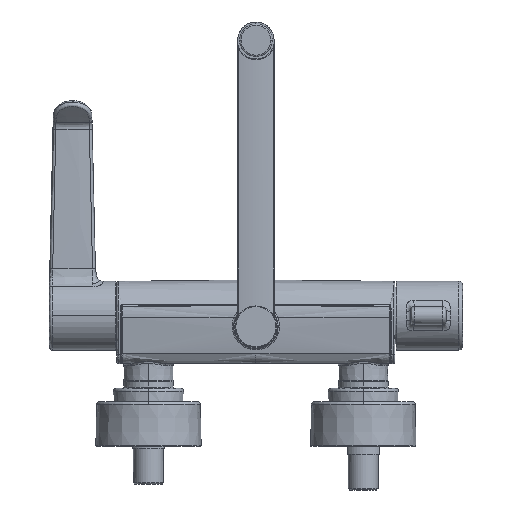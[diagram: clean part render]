
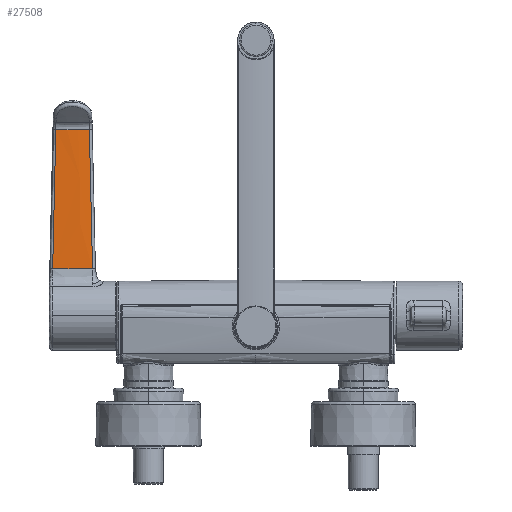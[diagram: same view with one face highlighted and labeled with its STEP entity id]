
A CAD part, front view. The second image highlights one B-rep face of the part: STEP entity #27508.
In plain terms, the highlighted free-form (B-spline) face has degree [3, 3] with [6, 6] control points.
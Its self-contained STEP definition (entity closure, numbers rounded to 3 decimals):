
#697 = CARTESIAN_POINT ( 'NONE',  ( 624.007, 924.958, 1646.866 ) ) ;
#1245 = CARTESIAN_POINT ( 'NONE',  ( 623.38, 923.811, 1614.439 ) ) ;
#1366 = CARTESIAN_POINT ( 'NONE',  ( 616.226, 925.212, 1668.5 ) ) ;
#1407 = CARTESIAN_POINT ( 'NONE',  ( 599.868, 925.976, 1679.297 ) ) ;
#3283 = EDGE_LOOP ( 'NONE', ( #8909, #27089, #15216, #27615 ) ) ;
#3551 = CARTESIAN_POINT ( 'NONE',  ( 623.64, 925.467, 1663.082 ) ) ;
#3769 = CARTESIAN_POINT ( 'NONE',  ( 600.527, 922.699, 1582.011 ) ) ;
#3974 = CARTESIAN_POINT ( 'NONE',  ( 616.881, 922.351, 1582.022 ) ) ;
#4091 = CARTESIAN_POINT ( 'NONE',  ( 606.504, 923.424, 1614.451 ) ) ;
#4129 = CARTESIAN_POINT ( 'NONE',  ( 598.399, 923.94, 1614.435 ) ) ;
#4205 = CARTESIAN_POINT ( 'NONE',  ( 600.715, 925.539, 1668.49 ) ) ;
#4248 = VERTEX_POINT ( 'NONE', #7978 ) ;
#4352 = EDGE_CURVE ( 'NONE', #13955, #35468, #36464, .T. ) ;
#6412 = CARTESIAN_POINT ( 'NONE',  ( 623.456, 925.721, 1671.189 ) ) ;
#6752 = CARTESIAN_POINT ( 'NONE',  ( 597.667, 922.924, 1582.004 ) ) ;
#6825 = CARTESIAN_POINT ( 'NONE',  ( 599.189, 922.775, 1582.009 ) ) ;
#6949 = CARTESIAN_POINT ( 'NONE',  ( 596.398, 924.102, 1614.43 ) ) ;
#6991 = CARTESIAN_POINT ( 'NONE',  ( 599.133, 924.958, 1646.866 ) ) ;
#7076 = CARTESIAN_POINT ( 'NONE',  ( 625.273, 926.12, 1679.292 ) ) ;
#7978 = CARTESIAN_POINT ( 'NONE',  ( 623.272, 925.976, 1679.297 ) ) ;
#8909 = ORIENTED_EDGE ( 'NONE', *, *, #28771, .T. ) ;
#9258 = CARTESIAN_POINT ( 'NONE',  ( 623.364, 925.849, 1675.243 ) ) ;
#9479 = CARTESIAN_POINT ( 'NONE',  ( 616.211, 922.351, 1582.022 ) ) ;
#9681 = CARTESIAN_POINT ( 'NONE',  ( 627.231, 923.429, 1592.809 ) ) ;
#9805 = CARTESIAN_POINT ( 'NONE',  ( 622.808, 924.848, 1646.869 ) ) ;
#9849 = CARTESIAN_POINT ( 'NONE',  ( 599.501, 925.467, 1663.082 ) ) ;
#9921 = CARTESIAN_POINT ( 'NONE',  ( 616.144, 925.569, 1679.31 ) ) ;
#11990 = CARTESIAN_POINT ( 'NONE',  ( 625.108, 923.432, 1598.22 ) ) ;
#12120 = CARTESIAN_POINT ( 'NONE',  ( 623.295, 925.944, 1678.283 ) ) ;
#12337 = CARTESIAN_POINT ( 'NONE',  ( 625.474, 922.924, 1582.004 ) ) ;
#12533 = CARTESIAN_POINT ( 'NONE',  ( 616.799, 922.708, 1592.832 ) ) ;
#12646 = CARTESIAN_POINT ( 'NONE',  ( 606.75, 924.496, 1646.88 ) ) ;
#12685 = CARTESIAN_POINT ( 'NONE',  ( 599.684, 925.721, 1671.189 ) ) ;
#12764 = CARTESIAN_POINT ( 'NONE',  ( 600.906, 925.884, 1679.3 ) ) ;
#12946 = B_SPLINE_CURVE_WITH_KNOTS ( 'NONE', 3,
 ( #31922, #11990, #34755, #17715, #697, #20602, #3551, #23455, #6412, #26316, #9258, #29183, #12120, #32046 ),
 .UNSPECIFIED., .F., .F.,
 ( 4, 2, 2, 2, 2, 2, 4 ),
 ( 0., 0.5, 0.75, 0.875, 0.938, 0.969, 1. ),
 .UNSPECIFIED. ) ;
#13495 = DIRECTION ( 'NONE',  ( 0., 0.031, 1. ) ) ;
#13955 = VERTEX_POINT ( 'NONE', #31514 ) ;
#15014 = CARTESIAN_POINT ( 'NONE',  ( 627.476, 923.093, 1581.999 ) ) ;
#15216 = ORIENTED_EDGE ( 'NONE', *, *, #15466, .F. ) ;
#15399 = CARTESIAN_POINT ( 'NONE',  ( 599.38, 923.12, 1592.819 ) ) ;
#15466 = EDGE_CURVE ( 'NONE', #13955, #16784, #21540, .T. ) ;
#15526 = CARTESIAN_POINT ( 'NONE',  ( 597.132, 925.111, 1646.861 ) ) ;
#15568 = CARTESIAN_POINT ( 'NONE',  ( 599.776, 925.849, 1675.243 ) ) ;
#16784 = VERTEX_POINT ( 'NONE', #29228 ) ;
#17715 = CARTESIAN_POINT ( 'NONE',  ( 624.191, 924.703, 1638.758 ) ) ;
#18217 = FACE_OUTER_BOUND ( 'NONE', #3283, .T. ) ;
#18275 = CARTESIAN_POINT ( 'NONE',  ( 626.743, 924.102, 1614.43 ) ) ;
#18397 = CARTESIAN_POINT ( 'NONE',  ( 622.426, 925.539, 1668.49 ) ) ;
#18438 = CARTESIAN_POINT ( 'NONE',  ( 599.845, 925.944, 1678.283 ) ) ;
#20204 = EDGE_CURVE ( 'NONE', #16784, #4248, #23869, .T. ) ;
#20602 = CARTESIAN_POINT ( 'NONE',  ( 623.732, 925.34, 1659.028 ) ) ;
#21155 = CARTESIAN_POINT ( 'NONE',  ( 616.636, 923.423, 1614.451 ) ) ;
#21280 = CARTESIAN_POINT ( 'NONE',  ( 606.914, 925.212, 1668.5 ) ) ;
#21540 = B_SPLINE_CURVE_WITH_KNOTS ( 'NONE', 3,
 ( #6752, #32379, #4129, #24054, #6991, #26915, #9849, #29785, #12685, #32624, #15568, #35459, #18438, #1407 ),
 .UNSPECIFIED., .F., .F.,
 ( 4, 2, 2, 2, 2, 2, 4 ),
 ( 0., 0.5, 0.75, 0.875, 0.938, 0.969, 1. ),
 .UNSPECIFIED. ) ;
#23455 = CARTESIAN_POINT ( 'NONE',  ( 623.502, 925.658, 1669.162 ) ) ;
#23681 = CARTESIAN_POINT ( 'NONE',  ( 597.667, 922.924, 1582.004 ) ) ;
#23869 = CIRCLE ( 'NONE', #25698, 176.997 ) ;
#23886 = CARTESIAN_POINT ( 'NONE',  ( 606.259, 922.351, 1582.022 ) ) ;
#24014 = CARTESIAN_POINT ( 'NONE',  ( 599.76, 923.811, 1614.439 ) ) ;
#24054 = CARTESIAN_POINT ( 'NONE',  ( 598.95, 924.703, 1638.758 ) ) ;
#24136 = CARTESIAN_POINT ( 'NONE',  ( 597.622, 925.784, 1668.482 ) ) ;
#25698 = AXIS2_PLACEMENT_3D ( 'NONE', #30604, #13495, #33427 ) ;
#26316 = CARTESIAN_POINT ( 'NONE',  ( 623.387, 925.817, 1674.23 ) ) ;
#26555 = CARTESIAN_POINT ( 'NONE',  ( 606.929, 922.351, 1582.022 ) ) ;
#26753 = CARTESIAN_POINT ( 'NONE',  ( 595.665, 923.093, 1581.999 ) ) ;
#26872 = CARTESIAN_POINT ( 'NONE',  ( 626.009, 925.111, 1646.861 ) ) ;
#26915 = CARTESIAN_POINT ( 'NONE',  ( 599.409, 925.34, 1659.028 ) ) ;
#26993 = CARTESIAN_POINT ( 'NONE',  ( 622.235, 925.884, 1679.3 ) ) ;
#27035 = CARTESIAN_POINT ( 'NONE',  ( 625.474, 922.924, 1582.004 ) ) ;
#27089 = ORIENTED_EDGE ( 'NONE', *, *, #20204, .F. ) ;
#27508 = ADVANCED_FACE ( 'NONE', ( #18217 ), #31122, .T. ) ;
#27615 = ORIENTED_EDGE ( 'NONE', *, *, #4352, .T. ) ;
#28771 = EDGE_CURVE ( 'NONE', #35468, #4248, #12946, .T. ) ;
#29183 = CARTESIAN_POINT ( 'NONE',  ( 623.318, 925.912, 1677.27 ) ) ;
#29228 = CARTESIAN_POINT ( 'NONE',  ( 599.868, 925.976, 1679.297 ) ) ;
#29414 = CARTESIAN_POINT ( 'NONE',  ( 622.613, 922.699, 1582.011 ) ) ;
#29616 = CARTESIAN_POINT ( 'NONE',  ( 623.761, 923.12, 1592.819 ) ) ;
#29744 = CARTESIAN_POINT ( 'NONE',  ( 616.39, 924.496, 1646.88 ) ) ;
#29785 = CARTESIAN_POINT ( 'NONE',  ( 599.639, 925.658, 1669.163 ) ) ;
#29863 = CARTESIAN_POINT ( 'NONE',  ( 606.997, 925.569, 1679.31 ) ) ;
#30604 = CARTESIAN_POINT ( 'NONE',  ( 611.57, 1102.5, 1673.805 ) ) ;
#31122 = B_SPLINE_SURFACE_WITH_KNOTS ( 'NONE', 3, 3, ( 
 ( #15014, #32338, #3974, #23886, #6825, #26753 ),
 ( #9681, #29616, #12533, #32468, #15399, #35300 ),
 ( #18275, #1245, #21155, #4091, #24014, #6949 ),
 ( #26872, #9805, #29744, #12646, #32580, #15526 ),
 ( #35422, #18397, #1366, #21280, #4205, #24136 ),
 ( #7076, #26993, #9921, #29863, #12764, #32694 ) ),
 .UNSPECIFIED., .F., .F., .F.,
 ( 4, 1, 1, 4 ),
 ( 4, 1, 1, 4 ),
 ( 0., 0.333, 0.667, 1. ),
 ( 0., 0.333, 0.667, 1. ),
 .UNSPECIFIED. ) ;
#31514 = CARTESIAN_POINT ( 'NONE',  ( 597.667, 922.924, 1582.004 ) ) ;
#31922 = CARTESIAN_POINT ( 'NONE',  ( 625.474, 922.924, 1582.004 ) ) ;
#32046 = CARTESIAN_POINT ( 'NONE',  ( 623.272, 925.976, 1679.297 ) ) ;
#32338 = CARTESIAN_POINT ( 'NONE',  ( 623.951, 922.775, 1582.009 ) ) ;
#32379 = CARTESIAN_POINT ( 'NONE',  ( 598.033, 923.432, 1598.22 ) ) ;
#32468 = CARTESIAN_POINT ( 'NONE',  ( 606.341, 922.708, 1592.832 ) ) ;
#32580 = CARTESIAN_POINT ( 'NONE',  ( 600.333, 924.848, 1646.869 ) ) ;
#32624 = CARTESIAN_POINT ( 'NONE',  ( 599.753, 925.817, 1674.23 ) ) ;
#32694 = CARTESIAN_POINT ( 'NONE',  ( 597.867, 926.12, 1679.292 ) ) ;
#33427 = DIRECTION ( 'NONE',  ( -0.066, -0.997, 0.031 ) ) ;
#34755 = CARTESIAN_POINT ( 'NONE',  ( 624.741, 923.94, 1614.435 ) ) ;
#35300 = CARTESIAN_POINT ( 'NONE',  ( 595.909, 923.429, 1592.809 ) ) ;
#35422 = CARTESIAN_POINT ( 'NONE',  ( 625.519, 925.784, 1668.482 ) ) ;
#35459 = CARTESIAN_POINT ( 'NONE',  ( 599.822, 925.912, 1677.27 ) ) ;
#35468 = VERTEX_POINT ( 'NONE', #27035 ) ;
#36464 = B_SPLINE_CURVE_WITH_KNOTS ( 'NONE', 3,
 ( #23681, #3769, #26555, #9479, #29414, #12337 ),
 .UNSPECIFIED., .F., .F.,
 ( 4, 1, 1, 4 ),
 ( 0., 0.309, 0.691, 1. ),
 .UNSPECIFIED. ) ;
